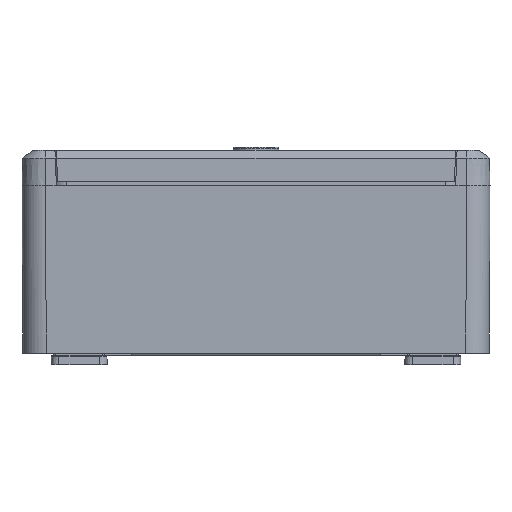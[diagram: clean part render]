
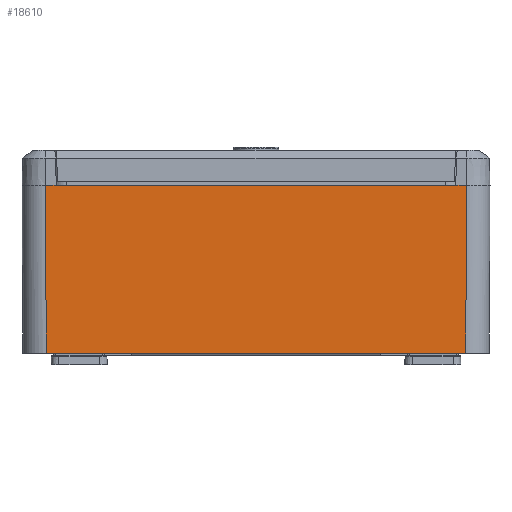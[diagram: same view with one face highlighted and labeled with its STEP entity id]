
A CAD part, left-side view. The second image highlights one B-rep face of the part: STEP entity #18610.
In plain terms, the highlighted face is planar.
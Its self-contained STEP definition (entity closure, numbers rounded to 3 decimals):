
#356 = EDGE_CURVE ( 'NONE', #35223, #12819, #47418, .T. ) ;
#983 = DIRECTION ( 'NONE',  ( -1., 0., 0. ) ) ;
#2677 = VECTOR ( 'NONE', #983, 1000. ) ;
#3192 = VERTEX_POINT ( 'NONE', #6814 ) ;
#3880 = CARTESIAN_POINT ( 'NONE',  ( 360., 25., 147.5 ) ) ;
#4707 = AXIS2_PLACEMENT_3D ( 'NONE', #47457, #13665, #24929 ) ;
#6814 = CARTESIAN_POINT ( 'NONE',  ( 353.1, 25., 147.5 ) ) ;
#7264 = EDGE_CURVE ( 'NONE', #20329, #42709, #43936, .T. ) ;
#7572 = CARTESIAN_POINT ( 'NONE',  ( 275., 25., 147.5 ) ) ;
#8536 = VECTOR ( 'NONE', #18171, 1000. ) ;
#8604 = VECTOR ( 'NONE', #11186, 1000. ) ;
#9300 = VECTOR ( 'NONE', #44324, 1000. ) ;
#9824 = PLANE ( 'NONE',  #4707 ) ;
#10477 = ORIENTED_EDGE ( 'NONE', *, *, #15822, .F. ) ;
#11186 = DIRECTION ( 'NONE',  ( 1., 0., 0. ) ) ;
#11314 = EDGE_LOOP ( 'NONE', ( #13302, #38881, #33031, #17554, #10477, #13712 ) ) ;
#12819 = VERTEX_POINT ( 'NONE', #17665 ) ;
#13302 = ORIENTED_EDGE ( 'NONE', *, *, #356, .F. ) ;
#13390 = EDGE_CURVE ( 'NONE', #12819, #3192, #26351, .T. ) ;
#13579 = CARTESIAN_POINT ( 'NONE',  ( 359.437, 25.563, 40. ) ) ;
#13665 = DIRECTION ( 'NONE',  ( 0., 1., 0.005 ) ) ;
#13712 = ORIENTED_EDGE ( 'NONE', *, *, #13390, .F. ) ;
#13899 = FACE_OUTER_BOUND ( 'NONE', #11314, .T. ) ;
#15822 = EDGE_CURVE ( 'NONE', #3192, #20329, #25812, .T. ) ;
#15917 = CARTESIAN_POINT ( 'NONE',  ( 90.563, 25.563, 40. ) ) ;
#17554 = ORIENTED_EDGE ( 'NONE', *, *, #7264, .F. ) ;
#17665 = CARTESIAN_POINT ( 'NONE',  ( 96.9, 25., 147.5 ) ) ;
#17667 = CARTESIAN_POINT ( 'NONE',  ( 90., 25., 147.5 ) ) ;
#18171 = DIRECTION ( 'NONE',  ( 1., 0., 0. ) ) ;
#18610 = ADVANCED_FACE ( 'NONE', ( #13899 ), #9824, .F. ) ;
#20329 = VERTEX_POINT ( 'NONE', #38515 ) ;
#20640 = EDGE_CURVE ( 'NONE', #29771, #35223, #23815, .T. ) ;
#21393 = VECTOR ( 'NONE', #42038, 1000. ) ;
#22341 = DIRECTION ( 'NONE',  ( -0.005, 0.005, -1. ) ) ;
#22516 = CARTESIAN_POINT ( 'NONE',  ( 275., 25., 147.5 ) ) ;
#23815 = LINE ( 'NONE', #15917, #21393 ) ;
#24929 = DIRECTION ( 'NONE',  ( 0., -0.005, 1. ) ) ;
#25145 = EDGE_CURVE ( 'NONE', #42709, #29771, #26403, .T. ) ;
#25812 = LINE ( 'NONE', #7572, #8604 ) ;
#26351 = LINE ( 'NONE', #22516, #9300 ) ;
#26403 = LINE ( 'NONE', #33835, #2677 ) ;
#29771 = VERTEX_POINT ( 'NONE', #37861 ) ;
#33031 = ORIENTED_EDGE ( 'NONE', *, *, #25145, .F. ) ;
#33835 = CARTESIAN_POINT ( 'NONE',  ( 275., 25.563, 40. ) ) ;
#35223 = VERTEX_POINT ( 'NONE', #17667 ) ;
#36163 = CARTESIAN_POINT ( 'NONE',  ( 275., 25., 147.5 ) ) ;
#37861 = CARTESIAN_POINT ( 'NONE',  ( 90.563, 25.563, 40. ) ) ;
#38515 = CARTESIAN_POINT ( 'NONE',  ( 360., 25., 147.5 ) ) ;
#38881 = ORIENTED_EDGE ( 'NONE', *, *, #20640, .F. ) ;
#41739 = VECTOR ( 'NONE', #22341, 1000. ) ;
#42038 = DIRECTION ( 'NONE',  ( -0.005, -0.005, 1. ) ) ;
#42709 = VERTEX_POINT ( 'NONE', #13579 ) ;
#43936 = LINE ( 'NONE', #3880, #41739 ) ;
#44324 = DIRECTION ( 'NONE',  ( 1., 0., 0. ) ) ;
#47418 = LINE ( 'NONE', #36163, #8536 ) ;
#47457 = CARTESIAN_POINT ( 'NONE',  ( 275., 25., 147.5 ) ) ;
